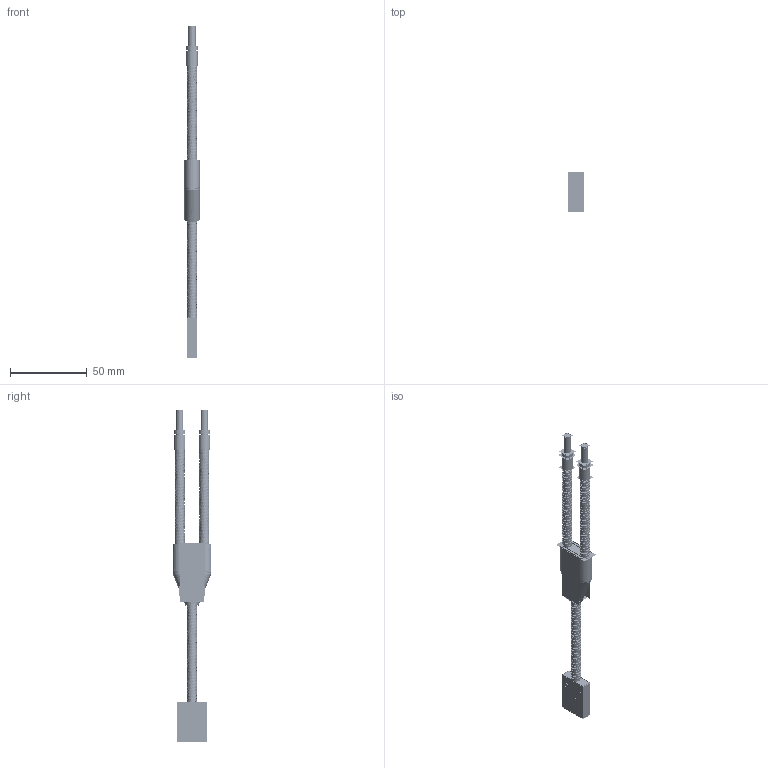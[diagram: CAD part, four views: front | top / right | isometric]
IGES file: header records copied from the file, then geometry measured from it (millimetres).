
Start section:  PTC IGES file: 161916.igs
Global section: file name: 161916.igs; native system: Creo Parametric by Parametric Technology Corporation; preprocessor: 2013230; author: pdmadmin; organization: Unknown; date: 20160209.161455; units: inch
Bounding box: 10.57 x 26.43 x 216.76 mm (x, y, z)
Volume: 9671.2 mm3; surface area: 97847.5 mm2
Topology: 7 solids, 7 shells, 838 faces, 3540 edges, 4122 vertices
Faces by surface type: bspline 738, revolution 100
